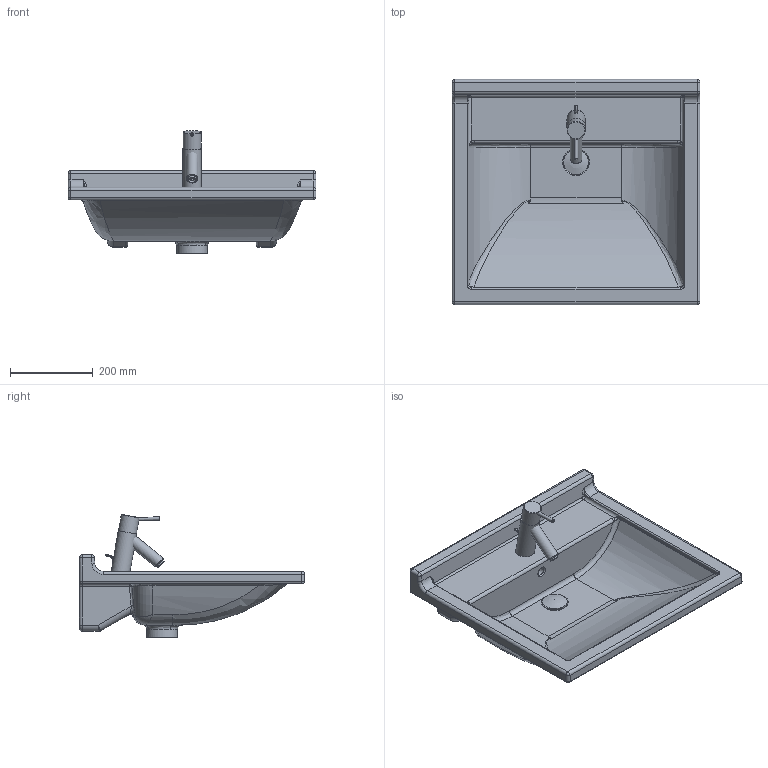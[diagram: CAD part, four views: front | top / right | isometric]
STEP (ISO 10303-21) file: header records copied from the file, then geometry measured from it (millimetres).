
FILE_DESCRIPTION((''),'2;1');
FILE_NAME('030960.stp','2008-12-01T18:51:10',('Huebner'),(''),'Autodesk Inventor 11','Autodesk Inventor 11','');
FILE_SCHEMA(('AUTOMOTIVE_DESIGN { 1 0 10303 214 1 1 1 1 }'));
Length unit declared in the file: millimetre
Products named in the file (10): 030960; Stopfen; Kelch; Baterie_Starck3; hebel1_STARCK3; Griff_2Starck3; Hebel3kurz; Halterstarck3; Neoperl_Starck3
Assembly tree (9 placements, depth 3):
  030960
    030960
    Stopfen
    Kelch
    Baterie_Starck3
      hebel1_STARCK3
      Griff_2Starck3
      Hebel3kurz
      Halterstarck3
      Neoperl_Starck3
Bounding box: 600 x 545 x 297.4 mm (x, y, z)
Volume: 11853983 mm3; surface area: 1095890.8 mm2
Topology: 8 solids, 8 shells, 275 faces, 641 edges, 356 vertices
Faces by surface type: cylinder 110, plane 63, bspline 58, torus 28, sphere 13, cone 3
Full cylindrical faces by diameter (mm): 8 x1, 9.368 x1, 15 x2, 16 x1, 20 x2, 28 x1, 35 x1, 42 x1, 44 x2, 45 x1, 52 x1, 60 x1, 75 x1
Entity records: 18376 total; most frequent: CARTESIAN_POINT 12373, DIRECTION 1214, ORIENTED_EDGE 1162, EDGE_CURVE 581, AXIS2_PLACEMENT_3D 498, VERTEX_POINT 350, EDGE_LOOP 319, FACE_OUTER_BOUND 275
